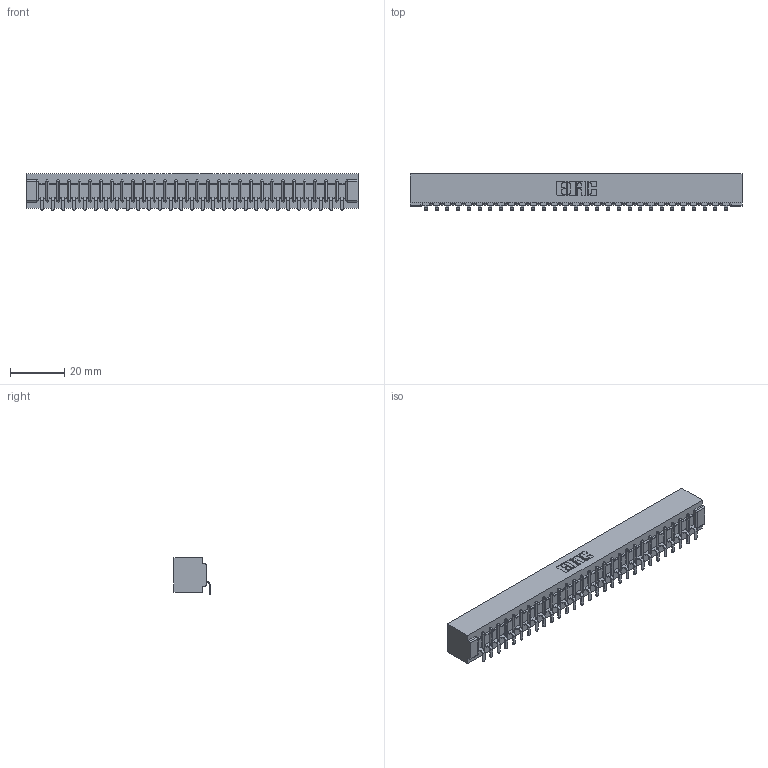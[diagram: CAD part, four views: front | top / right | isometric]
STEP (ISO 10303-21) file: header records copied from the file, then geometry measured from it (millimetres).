
FILE_DESCRIPTION (( 'STEP AP203' ), '1' );
FILE_NAME ('307-029-453-101.STEP', '2020-09-28T09:48:28', ( '' ), ( '' ), 'SwSTEP 2.0', 'SolidWorks 2020', '' );
FILE_SCHEMA (( 'CONFIG_CONTROL_DESIGN' ));
Length unit declared in the file: inch
Products named in the file (3): 307 Part_No Mounting Lugs; 307-290-002_553; 307-029-453-101
Assembly tree (30 placements, depth 2):
  307-029-453-101
    307 Part_No Mounting Lugs
    307-290-002_553  x29
Bounding box: 122.78 x 13.32 x 13.5 mm (x, y, z)
Volume: 13600.1 mm3; surface area: 17160.5 mm2
Topology: 30 solids, 30 shells, 2402 faces, 7375 edges, 4834 vertices
Faces by surface type: plane 1429, cylinder 913, sphere 60
Entity records: 27040 total; most frequent: CARTESIAN_POINT 4560, ORIENTED_EDGE 4550, DIRECTION 4435, EDGE_CURVE 2275, LINE 1737, VECTOR 1737, VERTEX_POINT 1474, AXIS2_PLACEMENT_3D 1349
